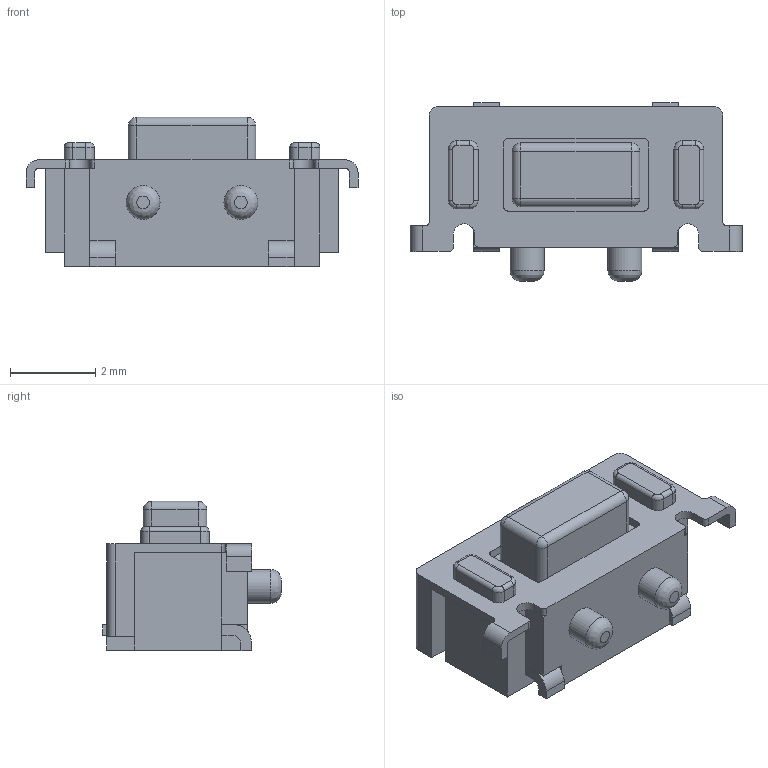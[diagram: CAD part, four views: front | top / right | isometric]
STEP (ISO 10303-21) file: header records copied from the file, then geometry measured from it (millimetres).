
FILE_DESCRIPTION(/* description */ (''),/* implementation_level */ '2;1');
FILE_NAME(/* name */ 'TL3330AF260QG.step',/* time_stamp */ '2023-03-05T01:21:24+02:00',/* author */ (''),/* organization */ (''),/* preprocessor_version */ 'ST-DEVELOPER v19.2',/* originating_system */ 'Autodesk Translation Framework v11.17.0.187',/* authorisation */ '');
FILE_SCHEMA (('AUTOMOTIVE_DESIGN { 1 0 10303 214 3 1 1 }'));
Length unit declared in the file: millimetre
Products named in the file (2): TL3330AF260QG; TL3330AF130QG--3DModel-STEP-520916
Assembly tree (1 placements, depth 2):
  TL3330AF260QG
    TL3330AF130QG--3DModel-STEP-520916
Bounding box: 7.8 x 4.2 x 3.51 mm (x, y, z)
Volume: 42.4 mm3; surface area: 175.3 mm2
Topology: 1 solids, 2 shells, 273 faces, 680 edges, 428 vertices
Faces by surface type: plane 170, cylinder 77, sphere 16, bspline 10
Full cylindrical faces by diameter (mm): 0.8 x2
Entity records: 8218 total; most frequent: CARTESIAN_POINT 1500, DIRECTION 1384, ORIENTED_EDGE 1360, EDGE_CURVE 680, LINE 508, VECTOR 508, AXIS2_PLACEMENT_3D 438, VERTEX_POINT 428
